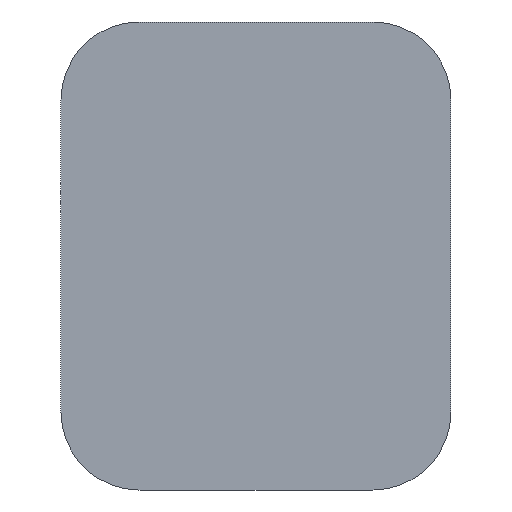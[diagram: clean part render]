
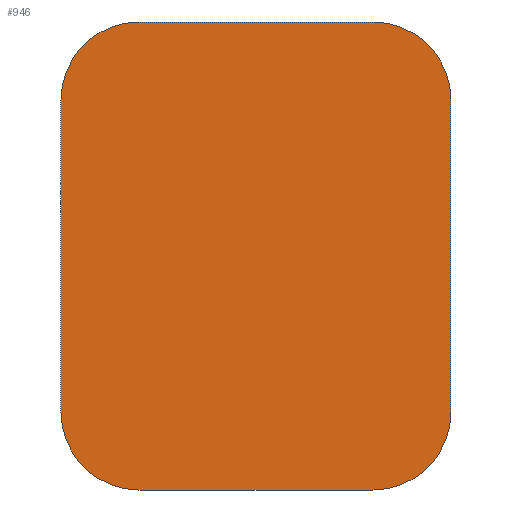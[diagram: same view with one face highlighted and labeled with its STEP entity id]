
A CAD part, front view. The second image highlights one B-rep face of the part: STEP entity #946.
In plain terms, the highlighted planar face has unit normal (0, -1, 0).
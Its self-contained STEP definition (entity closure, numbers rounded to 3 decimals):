
#66=PLANE('',#1055);
#129=FACE_OUTER_BOUND('',#185,.T.);
#185=EDGE_LOOP('',(#876,#877,#878,#879,#880,#881,#882,#883));
#206=LINE('',#1725,#288);
#221=LINE('',#1762,#303);
#266=LINE('',#1917,#348);
#267=LINE('',#1919,#349);
#288=VECTOR('',#1142,10.);
#303=VECTOR('',#1173,10.);
#348=VECTOR('',#1324,10.);
#349=VECTOR('',#1327,10.);
#369=CIRCLE('',#989,5.);
#372=CIRCLE('',#995,5.);
#374=CIRCLE('',#999,5.);
#375=CIRCLE('',#1002,5.);
#422=VERTEX_POINT('',#1708);
#423=VERTEX_POINT('',#1710);
#428=VERTEX_POINT('',#1724);
#436=VERTEX_POINT('',#1743);
#440=VERTEX_POINT('',#1755);
#441=VERTEX_POINT('',#1757);
#442=VERTEX_POINT('',#1761);
#447=VERTEX_POINT('',#1775);
#514=EDGE_CURVE('',#422,#423,#369,.T.);
#521=EDGE_CURVE('',#428,#423,#206,.T.);
#531=EDGE_CURVE('',#428,#436,#372,.T.);
#538=EDGE_CURVE('',#440,#441,#374,.T.);
#540=EDGE_CURVE('',#442,#441,#221,.T.);
#548=EDGE_CURVE('',#442,#447,#375,.T.);
#610=EDGE_CURVE('',#422,#447,#266,.T.);
#611=EDGE_CURVE('',#440,#436,#267,.T.);
#876=ORIENTED_EDGE('',*,*,#514,.F.);
#877=ORIENTED_EDGE('',*,*,#610,.T.);
#878=ORIENTED_EDGE('',*,*,#548,.F.);
#879=ORIENTED_EDGE('',*,*,#540,.T.);
#880=ORIENTED_EDGE('',*,*,#538,.F.);
#881=ORIENTED_EDGE('',*,*,#611,.T.);
#882=ORIENTED_EDGE('',*,*,#531,.F.);
#883=ORIENTED_EDGE('',*,*,#521,.T.);
#946=ADVANCED_FACE('',(#129),#66,.F.);
#989=AXIS2_PLACEMENT_3D('',#1711,#1129,#1130);
#995=AXIS2_PLACEMENT_3D('',#1744,#1155,#1156);
#999=AXIS2_PLACEMENT_3D('',#1758,#1168,#1169);
#1002=AXIS2_PLACEMENT_3D('',#1776,#1183,#1184);
#1055=AXIS2_PLACEMENT_3D('',#1920,#1328,#1329);
#1129=DIRECTION('center_axis',(0.,1.,0.));
#1130=DIRECTION('ref_axis',(-0.707,0.,0.707));
#1142=DIRECTION('',(-1.,0.,0.));
#1155=DIRECTION('center_axis',(0.,1.,0.));
#1156=DIRECTION('ref_axis',(0.707,0.,0.707));
#1168=DIRECTION('center_axis',(0.,1.,0.));
#1169=DIRECTION('ref_axis',(0.707,0.,-0.707));
#1173=DIRECTION('',(1.,0.,0.));
#1183=DIRECTION('center_axis',(0.,1.,0.));
#1184=DIRECTION('ref_axis',(-0.707,0.,-0.707));
#1324=DIRECTION('',(0.,0.,-1.));
#1327=DIRECTION('',(0.,0.,1.));
#1328=DIRECTION('center_axis',(0.,1.,0.));
#1329=DIRECTION('ref_axis',(1.,0.,0.));
#1708=CARTESIAN_POINT('',(-12.5,0.,10.));
#1710=CARTESIAN_POINT('',(-7.5,0.,15.));
#1711=CARTESIAN_POINT('Origin',(-7.5,0.,10.));
#1724=CARTESIAN_POINT('',(7.5,0.,15.));
#1725=CARTESIAN_POINT('',(12.5,0.,15.));
#1743=CARTESIAN_POINT('',(12.5,0.,10.));
#1744=CARTESIAN_POINT('Origin',(7.5,0.,10.));
#1755=CARTESIAN_POINT('',(12.5,0.,-10.));
#1757=CARTESIAN_POINT('',(7.5,0.,-15.));
#1758=CARTESIAN_POINT('Origin',(7.5,0.,-10.));
#1761=CARTESIAN_POINT('',(-7.5,0.,-15.));
#1762=CARTESIAN_POINT('',(-12.5,0.,-15.));
#1775=CARTESIAN_POINT('',(-12.5,0.,-10.));
#1776=CARTESIAN_POINT('Origin',(-7.5,0.,-10.));
#1917=CARTESIAN_POINT('',(-12.5,0.,15.));
#1919=CARTESIAN_POINT('',(12.5,0.,-15.));
#1920=CARTESIAN_POINT('Origin',(0.,0.,0.));
